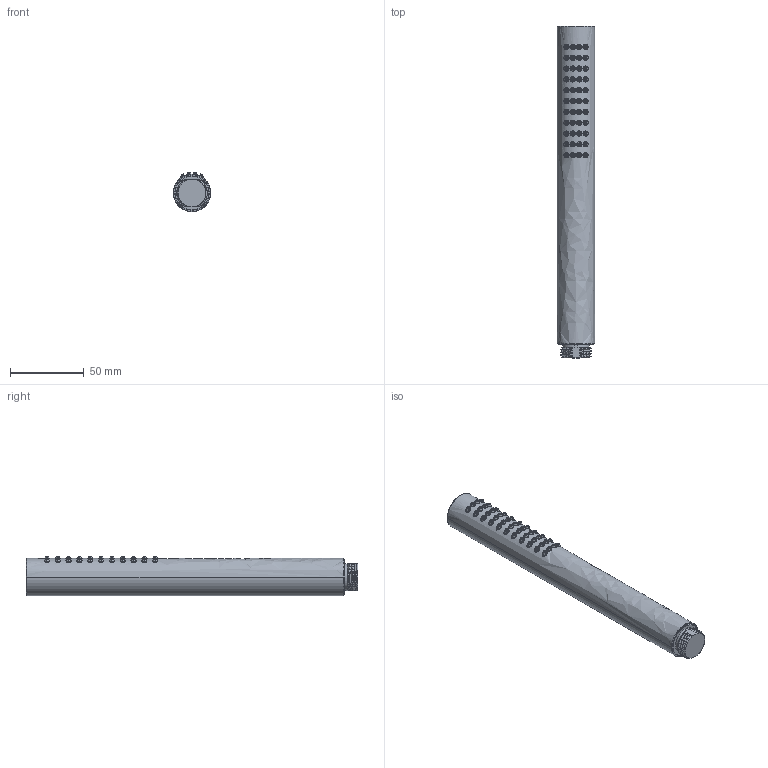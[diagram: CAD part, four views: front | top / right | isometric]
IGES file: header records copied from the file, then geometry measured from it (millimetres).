
Start section:  PTC IGES file: 12806.igs
Global section: file name: 12806.igs; native system: Creo Parametric by PTC Inc.; preprocessor: 2018400; author: jinson.thomas; organization: Unknown; date: 20201211.101317; units: inch
Bounding box: 25.4 x 225.81 x 26.85 mm (x, y, z)
Volume: 112313.9 mm3; surface area: 22446.2 mm2
Topology: 1 solids, 4 shells, 791 faces, 1758 edges, 1063 vertices
Faces by surface type: bspline 569, revolution 222
